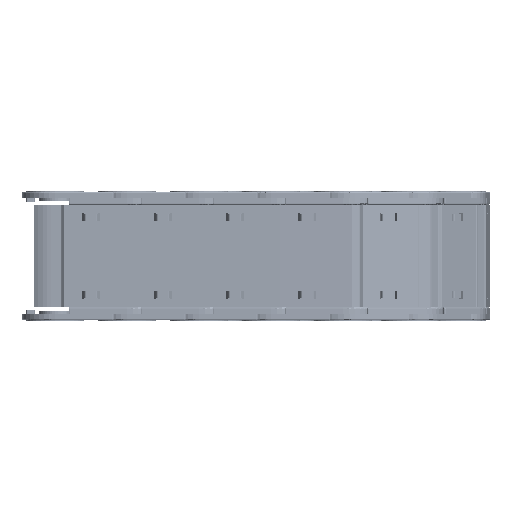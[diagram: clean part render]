
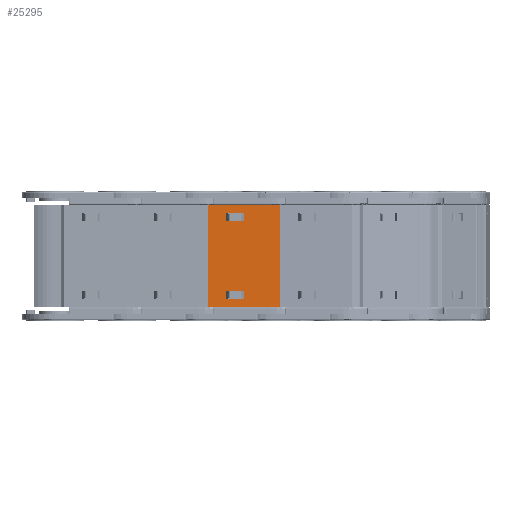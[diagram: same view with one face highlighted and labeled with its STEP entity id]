
A CAD part, front view. The second image highlights one B-rep face of the part: STEP entity #25295.
In plain terms, the highlighted planar face has unit normal (0, -1, 0).
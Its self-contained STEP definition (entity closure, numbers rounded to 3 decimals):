
#623 = CARTESIAN_POINT ( 'NONE',  ( -26.943, 70.399, 35.384 ) ) ;
#1757 = VERTEX_POINT ( 'NONE', #8723 ) ;
#1858 = CARTESIAN_POINT ( 'NONE',  ( -40.943, 70.399, 41.684 ) ) ;
#2333 = DIRECTION ( 'NONE',  ( 0., 0., -1. ) ) ;
#5358 = CARTESIAN_POINT ( 'NONE',  ( -12.723, 70.399, -32.166 ) ) ;
#5383 = VERTEX_POINT ( 'NONE', #8221 ) ;
#5686 = CARTESIAN_POINT ( 'NONE',  ( -43.943, 70.399, -32.166 ) ) ;
#5905 = ORIENTED_EDGE ( 'NONE', *, *, #26247, .F. ) ;
#6129 = ORIENTED_EDGE ( 'NONE', *, *, #18374, .F. ) ;
#6468 = LINE ( 'NONE', #36738, #19963 ) ;
#6722 = DIRECTION ( 'NONE',  ( -1., 0., 0. ) ) ;
#6856 = LINE ( 'NONE', #25827, #38860 ) ;
#6969 = VERTEX_POINT ( 'NONE', #18075 ) ;
#7145 = VECTOR ( 'NONE', #2333, 1000. ) ;
#7678 = LINE ( 'NONE', #16570, #9299 ) ;
#8013 = VERTEX_POINT ( 'NONE', #1858 ) ;
#8088 = VECTOR ( 'NONE', #21291, 1000. ) ;
#8221 = CARTESIAN_POINT ( 'NONE',  ( -40.943, 70.399, 35.384 ) ) ;
#8723 = CARTESIAN_POINT ( 'NONE',  ( -26.943, 70.399, 35.384 ) ) ;
#8895 = CARTESIAN_POINT ( 'NONE',  ( -26.943, 70.399, -25.416 ) ) ;
#8907 = ORIENTED_EDGE ( 'NONE', *, *, #18329, .T. ) ;
#9041 = VERTEX_POINT ( 'NONE', #40991 ) ;
#9299 = VECTOR ( 'NONE', #6722, 1000. ) ;
#9353 = FACE_BOUND ( 'NONE', #43632, .T. ) ;
#9577 = EDGE_CURVE ( 'NONE', #21336, #9041, #42680, .T. ) ;
#9827 = EDGE_CURVE ( 'NONE', #43084, #19342, #35629, .T. ) ;
#9999 = AXIS2_PLACEMENT_3D ( 'NONE', #30492, #13558, #16873 ) ;
#10045 = EDGE_CURVE ( 'NONE', #8013, #6969, #15545, .T. ) ;
#11022 = CARTESIAN_POINT ( 'NONE',  ( -40.943, 70.399, -25.416 ) ) ;
#11068 = ORIENTED_EDGE ( 'NONE', *, *, #9827, .F. ) ;
#12614 = VERTEX_POINT ( 'NONE', #35871 ) ;
#13163 = CARTESIAN_POINT ( 'NONE',  ( -26.943, 70.399, -19.116 ) ) ;
#13173 = DIRECTION ( 'NONE',  ( 0., 0., -1. ) ) ;
#13558 = DIRECTION ( 'NONE',  ( 0., 1., 0. ) ) ;
#14222 = ORIENTED_EDGE ( 'NONE', *, *, #21778, .F. ) ;
#14481 = CARTESIAN_POINT ( 'NONE',  ( -40.943, 70.399, -19.116 ) ) ;
#15213 = EDGE_CURVE ( 'NONE', #21501, #42316, #7678, .T. ) ;
#15545 = LINE ( 'NONE', #35163, #39436 ) ;
#15643 = LINE ( 'NONE', #11022, #25400 ) ;
#16570 = CARTESIAN_POINT ( 'NONE',  ( -43.943, 70.399, 48.434 ) ) ;
#16873 = DIRECTION ( 'NONE',  ( 0., 0., -1. ) ) ;
#17515 = DIRECTION ( 'NONE',  ( 0., 0., 1. ) ) ;
#18022 = FACE_OUTER_BOUND ( 'NONE', #30013, .T. ) ;
#18075 = CARTESIAN_POINT ( 'NONE',  ( -26.943, 70.399, 41.684 ) ) ;
#18329 = EDGE_CURVE ( 'NONE', #6969, #1757, #36823, .T. ) ;
#18374 = EDGE_CURVE ( 'NONE', #12614, #21336, #15643, .T. ) ;
#18859 = LINE ( 'NONE', #14481, #32396 ) ;
#19342 = VERTEX_POINT ( 'NONE', #28196 ) ;
#19963 = VECTOR ( 'NONE', #44295, 1000. ) ;
#20780 = CARTESIAN_POINT ( 'NONE',  ( -40.943, 70.399, 35.384 ) ) ;
#21291 = DIRECTION ( 'NONE',  ( 0., 0., -1. ) ) ;
#21336 = VERTEX_POINT ( 'NONE', #8895 ) ;
#21366 = DIRECTION ( 'NONE',  ( 1., 0., 0. ) ) ;
#21501 = VERTEX_POINT ( 'NONE', #41526 ) ;
#21778 = EDGE_CURVE ( 'NONE', #33374, #12614, #39892, .T. ) ;
#21797 = FACE_BOUND ( 'NONE', #30084, .T. ) ;
#22418 = CARTESIAN_POINT ( 'NONE',  ( -40.943, 70.399, -19.116 ) ) ;
#23110 = CARTESIAN_POINT ( 'NONE',  ( -68.923, 70.399, 90.053 ) ) ;
#23498 = VECTOR ( 'NONE', #31515, 1000. ) ;
#25295 = ADVANCED_FACE ( 'NONE', ( #9353, #18022, #21797 ), #30794, .F. ) ;
#25400 = VECTOR ( 'NONE', #38888, 1000. ) ;
#25827 = CARTESIAN_POINT ( 'NONE',  ( -40.943, 70.399, 35.384 ) ) ;
#25862 = CARTESIAN_POINT ( 'NONE',  ( -68.923, 70.399, 48.434 ) ) ;
#26000 = DIRECTION ( 'NONE',  ( -1., 0., 0. ) ) ;
#26247 = EDGE_CURVE ( 'NONE', #21501, #43084, #6468, .T. ) ;
#26402 = VECTOR ( 'NONE', #26000, 1000. ) ;
#26864 = ORIENTED_EDGE ( 'NONE', *, *, #35021, .T. ) ;
#28196 = CARTESIAN_POINT ( 'NONE',  ( -68.923, 70.399, -32.166 ) ) ;
#28492 = EDGE_CURVE ( 'NONE', #9041, #33374, #18859, .T. ) ;
#28519 = ORIENTED_EDGE ( 'NONE', *, *, #29884, .T. ) ;
#29134 = VECTOR ( 'NONE', #17515, 1000. ) ;
#29321 = ORIENTED_EDGE ( 'NONE', *, *, #10045, .T. ) ;
#29464 = DIRECTION ( 'NONE',  ( -1., 0., 0. ) ) ;
#29884 = EDGE_CURVE ( 'NONE', #1757, #5383, #6856, .T. ) ;
#30013 = EDGE_LOOP ( 'NONE', ( #5905, #43695, #26864, #11068 ) ) ;
#30084 = EDGE_LOOP ( 'NONE', ( #28519, #40222, #29321, #8907 ) ) ;
#30269 = CARTESIAN_POINT ( 'NONE',  ( -40.943, 70.399, -19.116 ) ) ;
#30492 = CARTESIAN_POINT ( 'NONE',  ( -43.943, 70.399, 8.434 ) ) ;
#30610 = VECTOR ( 'NONE', #13173, 1000. ) ;
#30794 = PLANE ( 'NONE',  #9999 ) ;
#31294 = ORIENTED_EDGE ( 'NONE', *, *, #28492, .F. ) ;
#31515 = DIRECTION ( 'NONE',  ( 0., 0., 1. ) ) ;
#32396 = VECTOR ( 'NONE', #38720, 1000. ) ;
#33374 = VERTEX_POINT ( 'NONE', #22418 ) ;
#33896 = EDGE_CURVE ( 'NONE', #5383, #8013, #39805, .T. ) ;
#35021 = EDGE_CURVE ( 'NONE', #42316, #19342, #41844, .T. ) ;
#35163 = CARTESIAN_POINT ( 'NONE',  ( -40.943, 70.399, 41.684 ) ) ;
#35629 = LINE ( 'NONE', #5686, #26402 ) ;
#35871 = CARTESIAN_POINT ( 'NONE',  ( -40.943, 70.399, -25.416 ) ) ;
#36738 = CARTESIAN_POINT ( 'NONE',  ( -12.723, 70.399, 90.053 ) ) ;
#36823 = LINE ( 'NONE', #623, #8088 ) ;
#38720 = DIRECTION ( 'NONE',  ( -1., 0., 0. ) ) ;
#38860 = VECTOR ( 'NONE', #29464, 1000. ) ;
#38888 = DIRECTION ( 'NONE',  ( 1., 0., 0. ) ) ;
#39436 = VECTOR ( 'NONE', #21366, 1000. ) ;
#39805 = LINE ( 'NONE', #20780, #23498 ) ;
#39892 = LINE ( 'NONE', #30269, #30610 ) ;
#40222 = ORIENTED_EDGE ( 'NONE', *, *, #33896, .T. ) ;
#40991 = CARTESIAN_POINT ( 'NONE',  ( -26.943, 70.399, -19.116 ) ) ;
#41526 = CARTESIAN_POINT ( 'NONE',  ( -12.723, 70.399, 48.434 ) ) ;
#41844 = LINE ( 'NONE', #23110, #7145 ) ;
#42127 = ORIENTED_EDGE ( 'NONE', *, *, #9577, .F. ) ;
#42316 = VERTEX_POINT ( 'NONE', #25862 ) ;
#42680 = LINE ( 'NONE', #13163, #29134 ) ;
#43084 = VERTEX_POINT ( 'NONE', #5358 ) ;
#43632 = EDGE_LOOP ( 'NONE', ( #31294, #42127, #6129, #14222 ) ) ;
#43695 = ORIENTED_EDGE ( 'NONE', *, *, #15213, .T. ) ;
#44295 = DIRECTION ( 'NONE',  ( 0., 0., -1. ) ) ;
